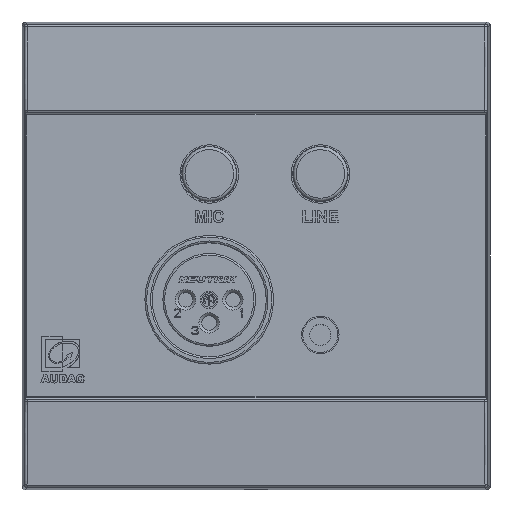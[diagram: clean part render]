
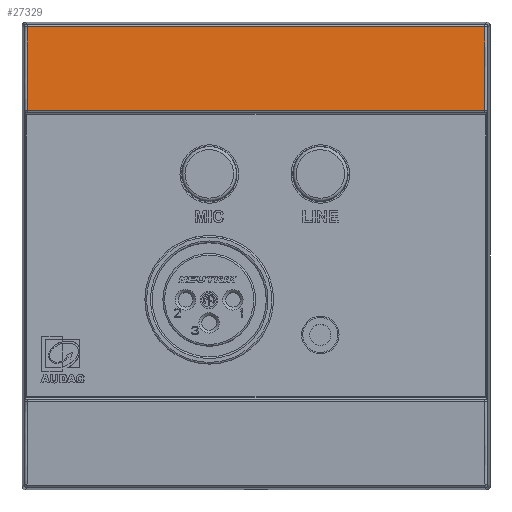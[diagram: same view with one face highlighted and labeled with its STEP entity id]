
A CAD part, top view. The second image highlights one B-rep face of the part: STEP entity #27329.
In plain terms, the highlighted cylindrical face has radius 250 mm (diameter 500 mm), a partial arc.
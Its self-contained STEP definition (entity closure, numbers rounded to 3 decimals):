
#230=CYLINDRICAL_SURFACE('',#29081,250.);
#460=B_SPLINE_CURVE_WITH_KNOTS('',3,(#39669,#39670,#39671,#39672),
 .UNSPECIFIED.,.F.,.F.,(4,4),(0.139,1.574),
 .UNSPECIFIED.);
#461=B_SPLINE_CURVE_WITH_KNOTS('',3,(#39675,#39676,#39677,#39678),
 .UNSPECIFIED.,.F.,.F.,(4,4),(6.583,8.018),
 .UNSPECIFIED.);
#922=LINE('',#39667,#3895);
#923=LINE('',#39674,#3896);
#3895=VECTOR('',#32007,10.);
#3896=VECTOR('',#32008,10.);
#8337=FACE_OUTER_BOUND('',#9837,.T.);
#9837=EDGE_LOOP('',(#19402,#19403,#19404,#19405));
#12406=VERTEX_POINT('',#39665);
#12407=VERTEX_POINT('',#39666);
#12408=VERTEX_POINT('',#39668);
#12409=VERTEX_POINT('',#39673);
#15100=EDGE_CURVE('',#12406,#12407,#922,.T.);
#15101=EDGE_CURVE('',#12408,#12406,#460,.T.);
#15102=EDGE_CURVE('',#12409,#12408,#923,.T.);
#15103=EDGE_CURVE('',#12407,#12409,#461,.T.);
#19402=ORIENTED_EDGE('',*,*,#15100,.F.);
#19403=ORIENTED_EDGE('',*,*,#15101,.F.);
#19404=ORIENTED_EDGE('',*,*,#15102,.F.);
#19405=ORIENTED_EDGE('',*,*,#15103,.F.);
#27329=ADVANCED_FACE('',(#8337),#230,.T.);
#29081=AXIS2_PLACEMENT_3D('',#39664,#32005,#32006);
#32005=DIRECTION('center_axis',(1.,0.,0.));
#32006=DIRECTION('ref_axis',(0.,-0.428,-0.904));
#32007=DIRECTION('',(-1.,0.,0.));
#32008=DIRECTION('',(1.,0.,0.));
#39664=CARTESIAN_POINT('Origin',(0.,17.404,-241.399));
#39665=CARTESIAN_POINT('',(39.065,24.809,8.491));
#39666=CARTESIAN_POINT('',(-39.065,24.809,8.491));
#39667=CARTESIAN_POINT('',(0.,24.809,8.491));
#39668=CARTESIAN_POINT('',(39.117,39.16,7.652));
#39669=CARTESIAN_POINT('Ctrl Pts',(39.117,39.16,7.652));
#39670=CARTESIAN_POINT('Ctrl Pts',(39.091,34.386,8.069));
#39671=CARTESIAN_POINT('Ctrl Pts',(39.074,29.599,8.349));
#39672=CARTESIAN_POINT('Ctrl Pts',(39.065,24.809,8.491));
#39673=CARTESIAN_POINT('',(-39.117,39.16,7.652));
#39674=CARTESIAN_POINT('',(40.,39.16,7.652));
#39675=CARTESIAN_POINT('Ctrl Pts',(-39.065,24.809,8.491));
#39676=CARTESIAN_POINT('Ctrl Pts',(-39.074,29.599,8.349));
#39677=CARTESIAN_POINT('Ctrl Pts',(-39.091,34.386,8.069));
#39678=CARTESIAN_POINT('Ctrl Pts',(-39.117,39.16,7.652));
